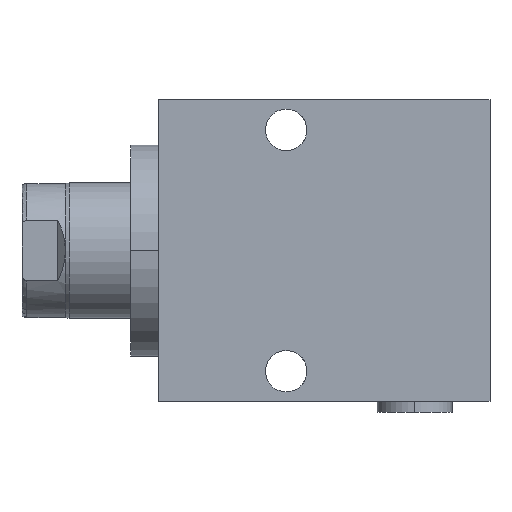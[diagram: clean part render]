
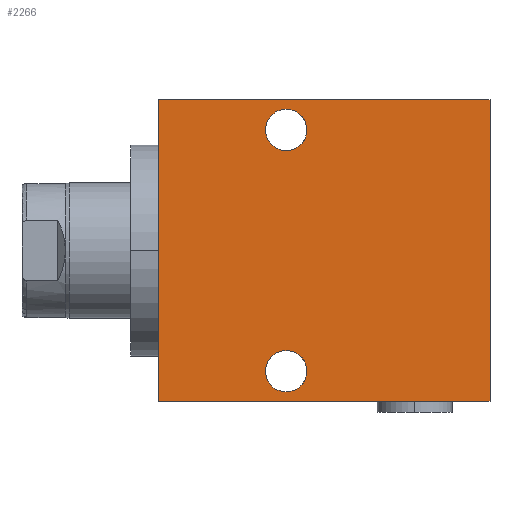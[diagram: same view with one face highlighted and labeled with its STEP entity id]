
A CAD part, front view. The second image highlights one B-rep face of the part: STEP entity #2266.
In plain terms, the highlighted planar face has unit normal (0, -1, 0).
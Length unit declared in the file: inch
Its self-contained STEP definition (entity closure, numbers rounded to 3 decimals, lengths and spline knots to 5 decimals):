
#484=DIRECTION('',(0.,0.,-1.));
#485=VECTOR('',#484,2.5);
#486=CARTESIAN_POINT('',(0.,-1.,1.25));
#487=LINE('',#486,#485);
#641=DIRECTION('',(1.,0.,0.));
#642=VECTOR('',#641,2.745);
#643=CARTESIAN_POINT('',(0.,-1.,1.25));
#644=LINE('',#643,#642);
#648=CARTESIAN_POINT('',(1.055,-1.,1.));
#649=DIRECTION('',(0.,-1.,0.));
#650=DIRECTION('',(1.,0.,0.));
#651=AXIS2_PLACEMENT_3D('',#648,#649,#650);
#656=CARTESIAN_POINT('',(1.055,-1.,1.));
#657=DIRECTION('',(0.,-1.,0.));
#658=DIRECTION('',(-1.,0.,0.));
#659=AXIS2_PLACEMENT_3D('',#656,#657,#658);
#664=CARTESIAN_POINT('',(1.055,-1.,-1.));
#665=DIRECTION('',(0.,-1.,0.));
#666=DIRECTION('',(1.,0.,0.));
#667=AXIS2_PLACEMENT_3D('',#664,#665,#666);
#672=CARTESIAN_POINT('',(1.055,-1.,-1.));
#673=DIRECTION('',(0.,-1.,0.));
#674=DIRECTION('',(-1.,0.,0.));
#675=AXIS2_PLACEMENT_3D('',#672,#673,#674);
#701=DIRECTION('',(0.,0.,-1.));
#702=VECTOR('',#701,2.5);
#703=CARTESIAN_POINT('',(2.745,-1.,1.25));
#704=LINE('',#703,#702);
#756=DIRECTION('',(1.,0.,0.));
#757=VECTOR('',#756,2.745);
#758=CARTESIAN_POINT('',(0.,-1.,-1.25));
#759=LINE('',#758,#757);
#1439=CARTESIAN_POINT('',(0.,-1.,1.25));
#1441=VERTEX_POINT('',#1439);
#1442=CARTESIAN_POINT('',(0.,-1.,-1.25));
#1443=VERTEX_POINT('',#1442);
#1447=CARTESIAN_POINT('',(2.745,-1.,1.25));
#1449=VERTEX_POINT('',#1447);
#1450=CARTESIAN_POINT('',(2.745,-1.,-1.25));
#1451=VERTEX_POINT('',#1450);
#1462=CARTESIAN_POINT('',(1.227,-1.,1.));
#1463=CARTESIAN_POINT('',(0.883,-1.,1.));
#1464=VERTEX_POINT('',#1462);
#1465=VERTEX_POINT('',#1463);
#1478=CARTESIAN_POINT('',(1.227,-1.,-1.));
#1479=CARTESIAN_POINT('',(0.883,-1.,-1.));
#1480=VERTEX_POINT('',#1478);
#1481=VERTEX_POINT('',#1479);
#2242=CARTESIAN_POINT('',(0.,-1.,1.25));
#2243=DIRECTION('',(0.,-1.,0.));
#2244=DIRECTION('',(0.,0.,-1.));
#2245=AXIS2_PLACEMENT_3D('',#2242,#2243,#2244);
#2246=PLANE('',#2245);
#2247=ORIENTED_EDGE('',*,*,#2144,.F.);
#2248=ORIENTED_EDGE('',*,*,#2180,.T.);
#2250=ORIENTED_EDGE('',*,*,#2249,.T.);
#2252=ORIENTED_EDGE('',*,*,#2251,.F.);
#2253=EDGE_LOOP('',(#2247,#2248,#2250,#2252));
#2254=FACE_OUTER_BOUND('',#2253,.F.);
#2255=ORIENTED_EDGE('',*,*,#2224,.T.);
#2257=ORIENTED_EDGE('',*,*,#2256,.T.);
#2258=EDGE_LOOP('',(#2255,#2257));
#2259=FACE_BOUND('',#2258,.F.);
#2261=ORIENTED_EDGE('',*,*,#2260,.T.);
#2263=ORIENTED_EDGE('',*,*,#2262,.T.);
#2264=EDGE_LOOP('',(#2261,#2263));
#2265=FACE_BOUND('',#2264,.F.);
#2266=ADVANCED_FACE('',(#2254,#2259,#2265),#2246,.T.);
#652=CIRCLE('',#651,0.172);
#660=CIRCLE('',#659,0.172);
#668=CIRCLE('',#667,0.172);
#676=CIRCLE('',#675,0.172);
#2144=EDGE_CURVE('',#1441,#1443,#487,.T.);
#2180=EDGE_CURVE('',#1441,#1449,#644,.T.);
#2224=EDGE_CURVE('',#1464,#1465,#652,.T.);
#2249=EDGE_CURVE('',#1449,#1451,#704,.T.);
#2251=EDGE_CURVE('',#1443,#1451,#759,.T.);
#2256=EDGE_CURVE('',#1465,#1464,#660,.T.);
#2260=EDGE_CURVE('',#1480,#1481,#668,.T.);
#2262=EDGE_CURVE('',#1481,#1480,#676,.T.);
